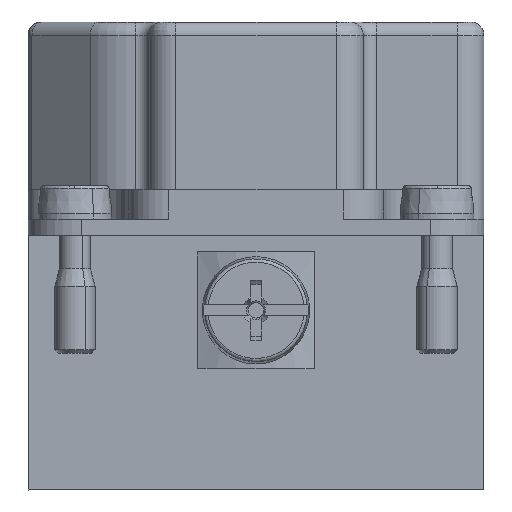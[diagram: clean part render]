
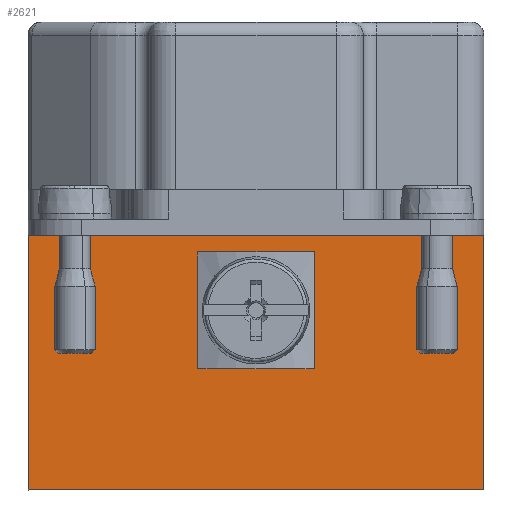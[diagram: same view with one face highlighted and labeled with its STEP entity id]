
A CAD part, left-side view. The second image highlights one B-rep face of the part: STEP entity #2621.
In plain terms, the highlighted planar face has unit normal (-1, 0, 0).
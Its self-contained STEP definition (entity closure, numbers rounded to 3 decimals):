
#2621=ADVANCED_FACE('F1',(#3832,#3833),#3345,.F.);
#3345=PLANE('',#15033);
#3832=FACE_BOUND('',#3932,.T.);
#3833=FACE_BOUND('',#3933,.T.);
#3932=EDGE_LOOP('',(#5110,#5111,#5112,#5113));
#3933=EDGE_LOOP('',(#5114));
#4700=CIRCLE('',#14983,2.);
#5110=ORIENTED_EDGE('',*,*,#10297,.T.);
#5111=ORIENTED_EDGE('',*,*,#10209,.F.);
#5112=ORIENTED_EDGE('',*,*,#10298,.T.);
#5113=ORIENTED_EDGE('',*,*,#10299,.F.);
#5114=ORIENTED_EDGE('',*,*,#10221,.T.);
#8935=VERTEX_POINT('',#19465);
#8936=VERTEX_POINT('',#19466);
#8947=VERTEX_POINT('',#19490);
#9016=VERTEX_POINT('',#19710);
#9017=VERTEX_POINT('',#19712);
#10209=EDGE_CURVE('',#8935,#8936,#12169,.T.);
#10221=EDGE_CURVE('',#8947,#8947,#4700,.T.);
#10297=EDGE_CURVE('',#9016,#8936,#12216,.T.);
#10298=EDGE_CURVE('',#8935,#9017,#12217,.T.);
#10299=EDGE_CURVE('',#9016,#9017,#12218,.T.);
#12169=LINE('',#19464,#13555);
#12216=LINE('',#19709,#13602);
#12217=LINE('',#19711,#13603);
#12218=LINE('',#19713,#13604);
#13555=VECTOR('',#15999,1.);
#13602=VECTOR('',#16164,1.);
#13603=VECTOR('',#16165,1.);
#13604=VECTOR('',#16166,1.);
#14983=AXIS2_PLACEMENT_3D('',#19489,#16021,#16022);
#15033=AXIS2_PLACEMENT_3D('',#19714,#16167,#16168);
#15999=DIRECTION('',(0.,-1.,0.));
#16021=DIRECTION('',(1.,0.,0.));
#16022=DIRECTION('',(0.,0.,-1.));
#16164=DIRECTION('',(0.,0.,1.));
#16165=DIRECTION('',(0.,0.,-1.));
#16166=DIRECTION('',(0.,1.,0.));
#16167=DIRECTION('',(1.,0.,0.));
#16168=DIRECTION('',(0.,1.,0.));
#19464=CARTESIAN_POINT('',(-71.6,17.,-138.1));
#19465=CARTESIAN_POINT('',(-71.6,17.,-138.1));
#19466=CARTESIAN_POINT('',(-71.6,-17.,-138.1));
#19489=CARTESIAN_POINT('',(-71.6,0.,-143.7));
#19490=CARTESIAN_POINT('',(-71.6,0.,-145.7));
#19709=CARTESIAN_POINT('',(-71.6,-17.,-147.5));
#19710=CARTESIAN_POINT('',(-71.6,-17.,-157.1));
#19711=CARTESIAN_POINT('',(-71.6,17.,-157.3));
#19712=CARTESIAN_POINT('',(-71.6,17.,-157.1));
#19713=CARTESIAN_POINT('',(-71.6,18.05,-157.1));
#19714=CARTESIAN_POINT('',(-71.6,-8.2,-157.605));
